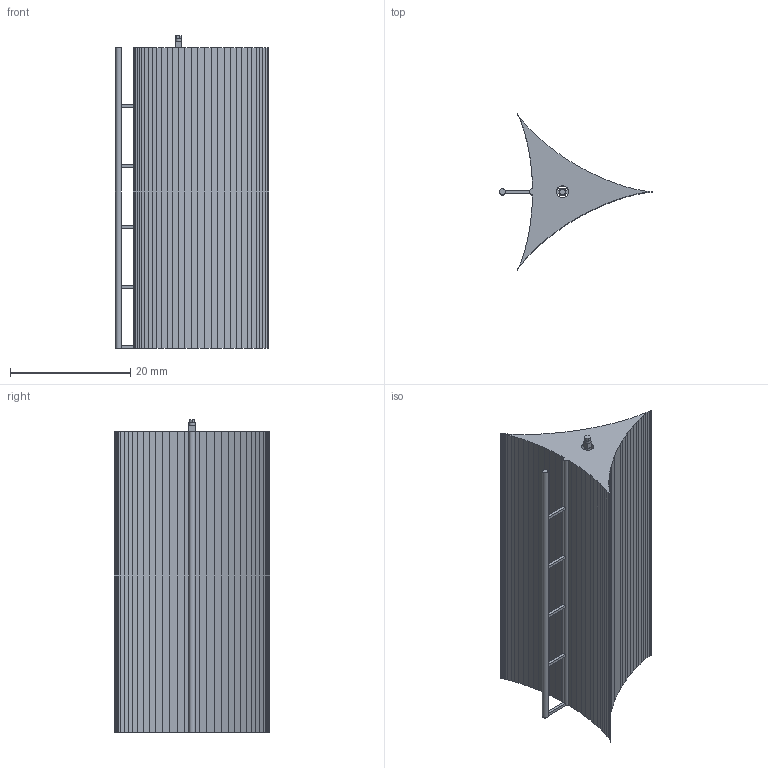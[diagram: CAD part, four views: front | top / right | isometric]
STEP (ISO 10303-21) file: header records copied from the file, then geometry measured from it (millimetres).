
FILE_DESCRIPTION(('Open CASCADE Model'),'2;1');
FILE_NAME('Open CASCADE Shape Model','2024-05-31T18:42:23',('Author'),( 'Open CASCADE'),'Open CASCADE STEP processor 7.7','Open CASCADE 7.7' ,'Unknown');
FILE_SCHEMA(('AUTOMOTIVE_DESIGN { 1 0 10303 214 1 1 1 1 }'));
Length unit declared in the file: millimetre
Products named in the file (1): Open CASCADE STEP translator 7.7 9
Bounding box: 25.5 x 25.97 x 52 mm (x, y, z)
Volume: 7814.1 mm3; surface area: 5022.4 mm2
Topology: 1 solids, 1 shells, 226 faces, 672 edges, 431 vertices
Faces by surface type: plane 217, cylinder 9
Full cylindrical faces by diameter (mm): 1 x7, 2 x1
Entity records: 16308 total; most frequent: CARTESIAN_POINT 3192, DIRECTION 2376, LINE 1658, VECTOR 1658, ORIENTED_EDGE 1344, PCURVE 1344, DEFINITIONAL_REPRESENTATION 1344, EDGE_CURVE 672
